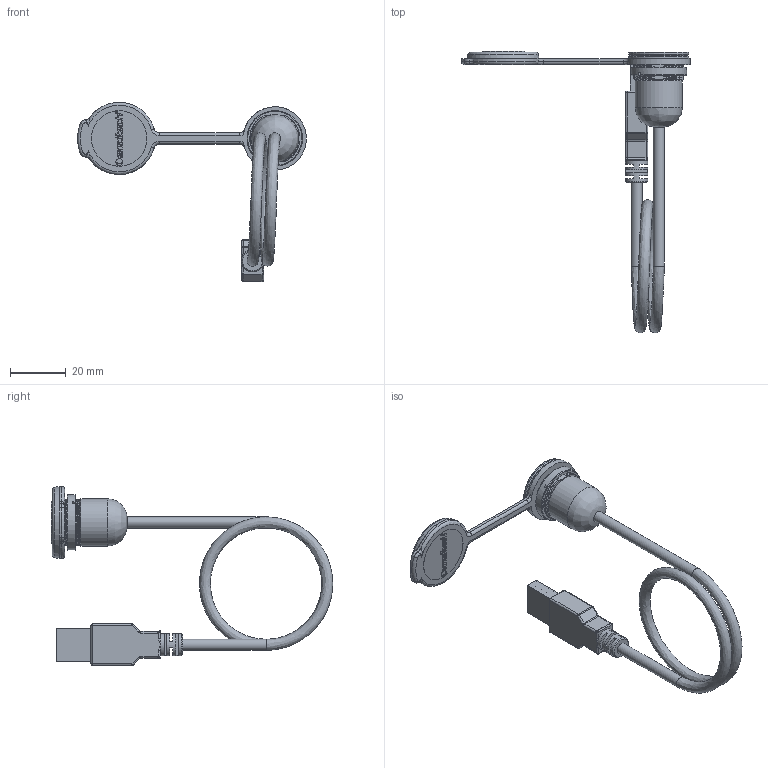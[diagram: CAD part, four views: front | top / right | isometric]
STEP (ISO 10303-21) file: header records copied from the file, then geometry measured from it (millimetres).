
FILE_DESCRIPTION(('FreeCAD Model'),'2;1');
FILE_NAME('Open CASCADE Shape Model','2023-04-11T14:26:58',('Author'),( ''),'Open CASCADE STEP processor 7.6','FreeCAD','Unknown');
FILE_SCHEMA(('AUTOMOTIVE_DESIGN { 1 0 10303 214 1 1 1 1 }'));
Length unit declared in the file: millimetre
Products named in the file (11): 1310-1002-xx; Spiralkabel für Kabeldose-01; USB_A Stecker002; USB_A Stecker; USB_A Stecker001; STL_Vorlage; USB_A; Mutter M18; USB-Gewindebuchse; Verschluss encitech ST0042; Anspritzung Metall_USB
Assembly tree (10 placements, depth 3):
  1310-1002-xx
    Spiralkabel für Kabeldose-01
    USB_A Stecker002
      USB_A Stecker
      USB_A Stecker001
    STL_Vorlage
      USB_A
      Mutter M18
      USB-Gewindebuchse
      Verschluss encitech ST0042
    Anspritzung Metall_USB
Bounding box: 82.32 x 101.3 x 64.47 mm (x, y, z)
Volume: 15813.7 mm3; surface area: 14223.4 mm2
Topology: 8 solids, 8 shells, 569 faces, 1479 edges, 952 vertices
Faces by surface type: plane 309, cylinder 158, bspline 65, torus 20, cone 9, sphere 8
Full cylindrical faces by diameter (mm): 0.555 x1, 0.615 x1, 0.801 x1, 4 x2, 8 x1, 11 x1, 15.5 x1, 16 x1, 17 x1, 17.2 x1, 17.6 x1, 18 x1, 20 x2, 21.5 x2, 21.6 x1
Entity records: 23149 total; most frequent: CARTESIAN_POINT 7210, ORIENTED_EDGE 2938, DIRECTION 2669, EDGE_CURVE 1469, VERTEX_POINT 952, AXIS2_PLACEMENT_3D 890, LINE 889, VECTOR 889
